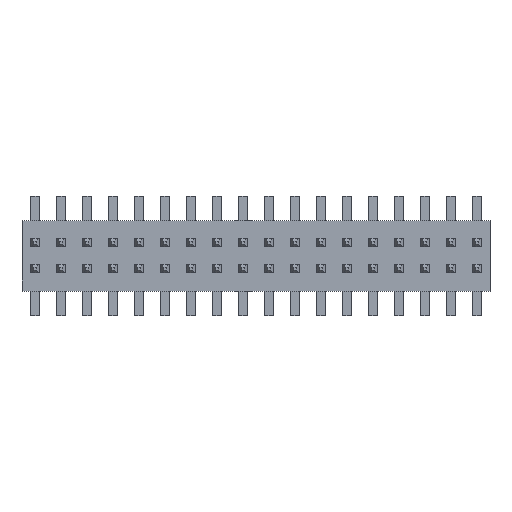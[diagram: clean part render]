
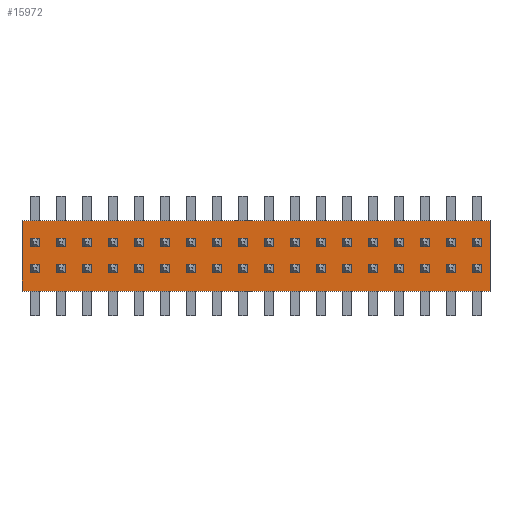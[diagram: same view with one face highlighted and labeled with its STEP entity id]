
A CAD part, top view. The second image highlights one B-rep face of the part: STEP entity #15972.
In plain terms, the highlighted face is planar.
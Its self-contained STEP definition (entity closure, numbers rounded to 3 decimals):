
#15840 = EDGE_CURVE('',#15841,#15843,#15845,.T.);
#15841 = VERTEX_POINT('',#15842);
#15842 = CARTESIAN_POINT('',(-11.43,1.753,-1.715));
#15843 = VERTEX_POINT('',#15844);
#15844 = CARTESIAN_POINT('',(-11.43,1.753,1.715));
#15845 = LINE('',#15846,#15847);
#15846 = CARTESIAN_POINT('',(-11.43,1.753,-1.715));
#15847 = VECTOR('',#15848,1.);
#15848 = DIRECTION('',(0.,0.,1.));
#15880 = EDGE_CURVE('',#15843,#15881,#15883,.T.);
#15881 = VERTEX_POINT('',#15882);
#15882 = CARTESIAN_POINT('',(11.43,1.753,1.715));
#15883 = LINE('',#15884,#15885);
#15884 = CARTESIAN_POINT('',(-11.43,1.753,1.715));
#15885 = VECTOR('',#15886,1.);
#15886 = DIRECTION('',(1.,0.,0.));
#15911 = EDGE_CURVE('',#15881,#15912,#15914,.T.);
#15912 = VERTEX_POINT('',#15913);
#15913 = CARTESIAN_POINT('',(11.43,1.753,-1.715));
#15914 = LINE('',#15915,#15916);
#15915 = CARTESIAN_POINT('',(11.43,1.753,1.715));
#15916 = VECTOR('',#15917,1.);
#15917 = DIRECTION('',(0.,0.,-1.));
#15942 = EDGE_CURVE('',#15912,#15841,#15943,.T.);
#15943 = LINE('',#15944,#15945);
#15944 = CARTESIAN_POINT('',(11.43,1.753,-1.715));
#15945 = VECTOR('',#15946,1.);
#15946 = DIRECTION('',(-1.,0.,0.));
#15972 = ADVANCED_FACE('',(#15973),#15979,.T.);
#15973 = FACE_BOUND('',#15974,.T.);
#15974 = EDGE_LOOP('',(#15975,#15976,#15977,#15978));
#15975 = ORIENTED_EDGE('',*,*,#15840,.T.);
#15976 = ORIENTED_EDGE('',*,*,#15880,.T.);
#15977 = ORIENTED_EDGE('',*,*,#15911,.T.);
#15978 = ORIENTED_EDGE('',*,*,#15942,.T.);
#15979 = PLANE('',#15980);
#15980 = AXIS2_PLACEMENT_3D('',#15981,#15982,#15983);
#15981 = CARTESIAN_POINT('',(0.,1.753,0.));
#15982 = DIRECTION('',(0.,1.,0.));
#15983 = DIRECTION('',(0.,-0.,1.));
